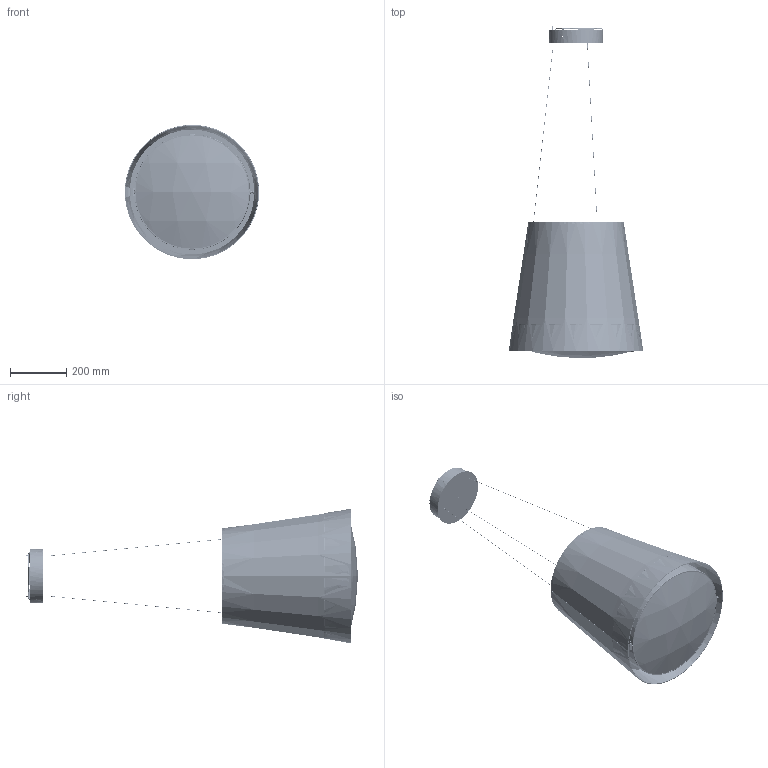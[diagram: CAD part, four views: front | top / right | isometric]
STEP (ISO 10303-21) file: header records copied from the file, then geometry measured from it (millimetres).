
FILE_DESCRIPTION (( 'STEP AP214' ), '1' );
FILE_NAME ('SILT28_09082016eee.STEP', '2017-02-20T15:35:09', ( 'elisei' ), ( '' ), 'SwSTEP 2.0', 'SolidWorks 2016', '' );
FILE_SCHEMA (( 'AUTOMOTIVE_DESIGN' ));
Length unit declared in the file: millimetre
Products named in the file (1): SILT28_09082016eee
Bounding box: 480 x 1184.16 x 480 mm (x, y, z)
Volume: 3214840.8 mm3; surface area: 4815981.1 mm2
Topology: 63 solids, 65 shells, 7901 faces, 21565 edges, 13564 vertices
Faces by surface type: cylinder 3687, plane 3158, cone 535, bspline 420, torus 53, sphere 48
Entity records: 406846 total; most frequent: CARTESIAN_POINT 119602, ORIENTED_EDGE 42944, DIRECTION 40212, EDGE_CURVE 21472, AXIS2_PLACEMENT_3D 14735, VERTEX_POINT 13564, VECTOR 10742, LINE 10742
